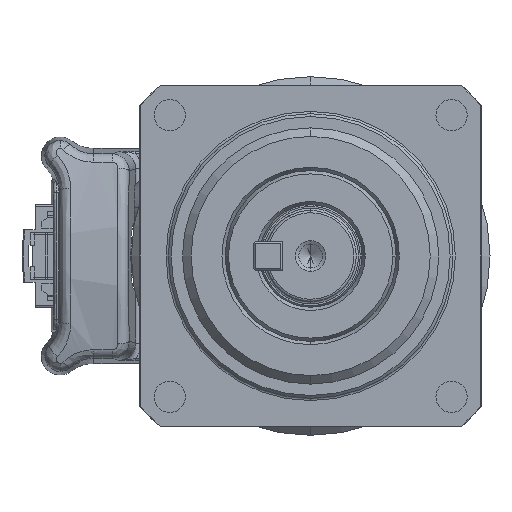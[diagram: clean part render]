
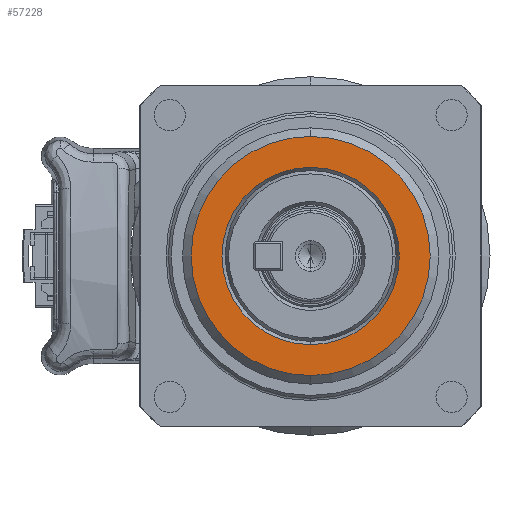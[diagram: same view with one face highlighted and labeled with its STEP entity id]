
A CAD part, left-side view. The second image highlights one B-rep face of the part: STEP entity #57228.
In plain terms, the highlighted face is planar.
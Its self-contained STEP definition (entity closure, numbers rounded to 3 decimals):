
#8137 = AXIS2_PLACEMENT_3D ( 'NONE', #19336, #43666, #128357 ) ;
#9188 = EDGE_CURVE ( 'NONE', #27849, #130003, #150990, .T. ) ;
#16016 = CARTESIAN_POINT ( 'NONE',  ( 21., 0., 7.5 ) ) ;
#19336 = CARTESIAN_POINT ( 'NONE',  ( -23.1, -23.1, 7.5 ) ) ;
#19989 = CARTESIAN_POINT ( 'NONE',  ( -15.577, 0., 7.5 ) ) ;
#25125 = CARTESIAN_POINT ( 'NONE',  ( 0., 0., 7.5 ) ) ;
#27849 = VERTEX_POINT ( 'NONE', #37105 ) ;
#29544 = DIRECTION ( 'NONE',  ( 0., 0., -1. ) ) ;
#34220 = CARTESIAN_POINT ( 'NONE',  ( 0., 0., 7.5 ) ) ;
#37105 = CARTESIAN_POINT ( 'NONE',  ( -21., 0., 7.5 ) ) ;
#37269 = DIRECTION ( 'NONE',  ( -1., 0., 0. ) ) ;
#39482 = ORIENTED_EDGE ( 'NONE', *, *, #45167, .T. ) ;
#43666 = DIRECTION ( 'NONE',  ( 0., 0., 1. ) ) ;
#44252 = ORIENTED_EDGE ( 'NONE', *, *, #9188, .F. ) ;
#45167 = EDGE_CURVE ( 'NONE', #156560, #121274, #141309, .T. ) ;
#46383 = DIRECTION ( 'NONE',  ( 1., 0., 0. ) ) ;
#47176 = FACE_BOUND ( 'NONE', #112363, .T. ) ;
#48996 = DIRECTION ( 'NONE',  ( 0., 0., -1. ) ) ;
#57228 = ADVANCED_FACE ( 'NONE', ( #47176, #107820 ), #146458, .T. ) ;
#67088 = AXIS2_PLACEMENT_3D ( 'NONE', #25125, #109817, #37269 ) ;
#68153 = EDGE_CURVE ( 'NONE', #130003, #27849, #98294, .T. ) ;
#68406 = EDGE_CURVE ( 'NONE', #121274, #156560, #147541, .T. ) ;
#87928 = CARTESIAN_POINT ( 'NONE',  ( 15.577, 0., 7.5 ) ) ;
#98294 = CIRCLE ( 'NONE', #136645, 21. ) ;
#102103 = CARTESIAN_POINT ( 'NONE',  ( 0., 0., 7.5 ) ) ;
#107820 = FACE_OUTER_BOUND ( 'NONE', #126228, .T. ) ;
#109817 = DIRECTION ( 'NONE',  ( 0., 0., -1. ) ) ;
#112363 = EDGE_LOOP ( 'NONE', ( #156259, #39482 ) ) ;
#114219 = DIRECTION ( 'NONE',  ( -1., 0., 0. ) ) ;
#118892 = DIRECTION ( 'NONE',  ( 0., 0., -1. ) ) ;
#121274 = VERTEX_POINT ( 'NONE', #87928 ) ;
#121499 = CARTESIAN_POINT ( 'NONE',  ( 0., 0., 7.5 ) ) ;
#126228 = EDGE_LOOP ( 'NONE', ( #44252, #138852 ) ) ;
#128357 = DIRECTION ( 'NONE',  ( 1., 0., 0. ) ) ;
#130003 = VERTEX_POINT ( 'NONE', #16016 ) ;
#133133 = AXIS2_PLACEMENT_3D ( 'NONE', #34220, #118892, #46383 ) ;
#133726 = DIRECTION ( 'NONE',  ( 1., 0., 0. ) ) ;
#136645 = AXIS2_PLACEMENT_3D ( 'NONE', #102103, #29544, #114219 ) ;
#138852 = ORIENTED_EDGE ( 'NONE', *, *, #68153, .F. ) ;
#141309 = CIRCLE ( 'NONE', #133133, 15.577 ) ;
#146458 = PLANE ( 'NONE',  #8137 ) ;
#147541 = CIRCLE ( 'NONE', #152861, 15.577 ) ;
#150990 = CIRCLE ( 'NONE', #67088, 21. ) ;
#152861 = AXIS2_PLACEMENT_3D ( 'NONE', #121499, #48996, #133726 ) ;
#156259 = ORIENTED_EDGE ( 'NONE', *, *, #68406, .T. ) ;
#156560 = VERTEX_POINT ( 'NONE', #19989 ) ;
